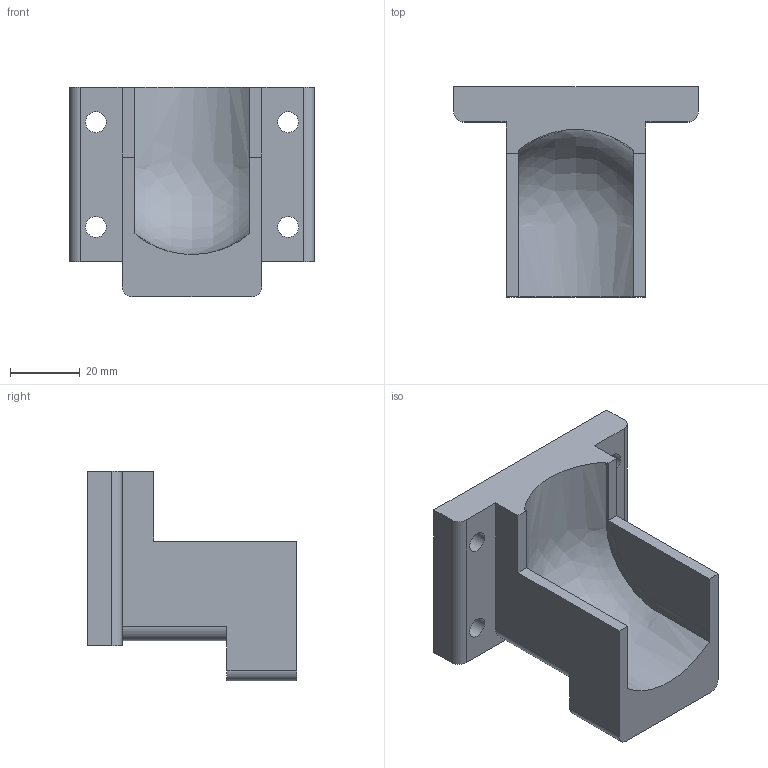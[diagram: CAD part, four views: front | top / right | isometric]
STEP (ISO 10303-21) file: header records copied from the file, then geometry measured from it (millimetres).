
FILE_DESCRIPTION(('HOOPS Exchange Step'),'2;1');
FILE_NAME('temp_export','2021-05-19T19:32:31+02:00',('mobile'),('Shapr3D Limited'),'HOOPS Exchange 2020.2','Shapr3D','Authorized');
FILE_SCHEMA( ('AP203_CONFIGURATION_CONTROLLED_3D_DESIGN_OF_MECHANICAL_PARTS_AND_ASSEMBLIES_MIM_LF') );
Length unit declared in the file: millimetre
Products named in the file (2): 0; 05656326-E845-41E4-BEFF-2F4AFA1583E4.tmp
Assembly tree (1 placements, depth 2):
  05656326-E845-41E4-BEFF-2F4AFA1583E4.tmp
    0
Bounding box: 70 x 60 x 60 mm (x, y, z)
Volume: 68445.6 mm3; surface area: 19779 mm2
Topology: 1 solids, 1 shells, 37 faces, 111 edges, 76 vertices
Faces by surface type: plane 24, cylinder 10, bspline 3
Full cylindrical faces by diameter (mm): 6 x4
Entity records: 1752 total; most frequent: CARTESIAN_POINT 707, ORIENTED_EDGE 222, DIRECTION 193, EDGE_CURVE 111, VERTEX_POINT 76, AXIS2_PLACEMENT_3D 65, VECTOR 63, LINE 63
